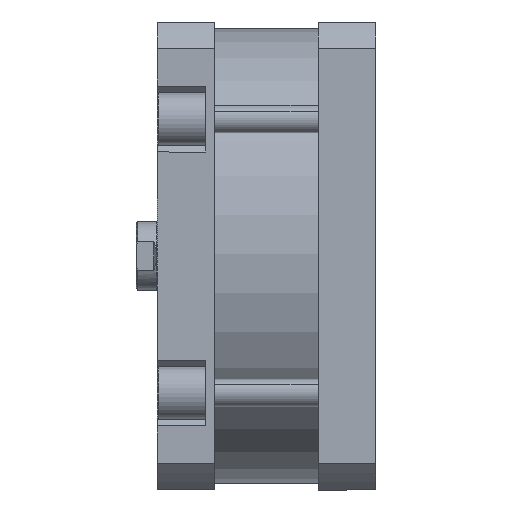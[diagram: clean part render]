
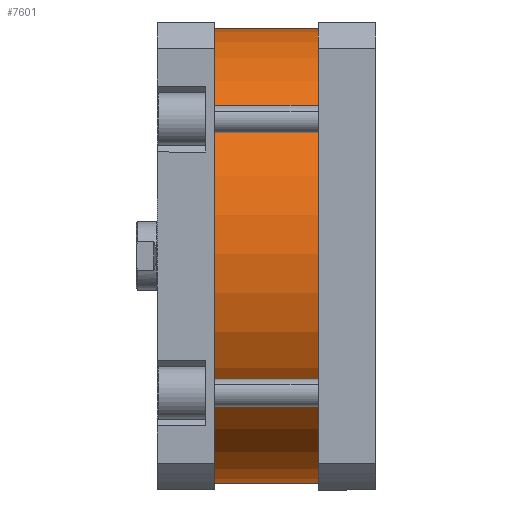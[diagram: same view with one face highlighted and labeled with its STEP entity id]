
A CAD part, front view. The second image highlights one B-rep face of the part: STEP entity #7601.
In plain terms, the highlighted cylindrical face has radius 131 mm (diameter 262 mm), a partial arc.
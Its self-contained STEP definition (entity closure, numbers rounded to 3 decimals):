
#168 = EDGE_CURVE ( 'NONE', #7480, #7483, #4768, .T. ) ;
#215 = EDGE_CURVE ( 'NONE', #7454, #7475, #4840, .T. ) ;
#220 = EDGE_CURVE ( 'NONE', #7480, #7454, #4844, .T. ) ;
#472 = EDGE_CURVE ( 'NONE', #7483, #7475, #5206, .T. ) ;
#1149 = CARTESIAN_POINT ( 'NONE',  ( 131., 0., 0. ) ) ;
#1170 = CARTESIAN_POINT ( 'NONE',  ( -131., 0., 0. ) ) ;
#1175 = CARTESIAN_POINT ( 'NONE',  ( 131., 0., 60. ) ) ;
#1178 = CARTESIAN_POINT ( 'NONE',  ( -131., 0., 60. ) ) ;
#1598 = DIRECTION ( 'NONE',  ( 0., 0., -1. ) ) ;
#1608 = DIRECTION ( 'NONE',  ( -1., 0., 0. ) ) ;
#1615 = CARTESIAN_POINT ( 'NONE',  ( 0., 0., 60. ) ) ;
#1951 = EDGE_LOOP ( 'NONE', ( #4598, #4599, #4600, #4614 ) ) ;
#3179 = DIRECTION ( 'NONE',  ( 0., 0., -1. ) ) ;
#3180 = CARTESIAN_POINT ( 'NONE',  ( -131., 0., 60. ) ) ;
#3815 = AXIS2_PLACEMENT_3D ( 'NONE', #6890, #6892, #6889 ) ;
#3834 = AXIS2_PLACEMENT_3D ( 'NONE', #7274, #6908, #7289 ) ;
#4146 = AXIS2_PLACEMENT_3D ( 'NONE', #1615, #1598, #1608 ) ;
#4598 = ORIENTED_EDGE ( 'NONE', *, *, #168, .F. ) ;
#4599 = ORIENTED_EDGE ( 'NONE', *, *, #220, .T. ) ;
#4600 = ORIENTED_EDGE ( 'NONE', *, *, #215, .T. ) ;
#4614 = ORIENTED_EDGE ( 'NONE', *, *, #472, .F. ) ;
#4768 = CIRCLE ( 'NONE', #3815, 131. ) ;
#4827 = VECTOR ( 'NONE', #7254, 1000. ) ;
#4840 = CIRCLE ( 'NONE', #3834, 131. ) ;
#4844 = LINE ( 'NONE', #7245, #4827 ) ;
#5206 = LINE ( 'NONE', #3180, #5207 ) ;
#5207 = VECTOR ( 'NONE', #3179, 1000. ) ;
#5747 = FACE_OUTER_BOUND ( 'NONE', #1951, .T. ) ;
#5748 = CYLINDRICAL_SURFACE ( 'NONE', #4146, 131. ) ;
#6889 = DIRECTION ( 'NONE',  ( 1., 0., 0. ) ) ;
#6890 = CARTESIAN_POINT ( 'NONE',  ( 0., 0., 60. ) ) ;
#6892 = DIRECTION ( 'NONE',  ( 0., 0., 1. ) ) ;
#6908 = DIRECTION ( 'NONE',  ( 0., 0., 1. ) ) ;
#7245 = CARTESIAN_POINT ( 'NONE',  ( 131., 0., 60. ) ) ;
#7254 = DIRECTION ( 'NONE',  ( 0., 0., -1. ) ) ;
#7274 = CARTESIAN_POINT ( 'NONE',  ( 0., 0., 0. ) ) ;
#7289 = DIRECTION ( 'NONE',  ( 1., 0., 0. ) ) ;
#7454 = VERTEX_POINT ( 'NONE', #1149 ) ;
#7475 = VERTEX_POINT ( 'NONE', #1170 ) ;
#7480 = VERTEX_POINT ( 'NONE', #1175 ) ;
#7483 = VERTEX_POINT ( 'NONE', #1178 ) ;
#7601 = ADVANCED_FACE ( 'NONE', ( #5747 ), #5748, .T. ) ;
